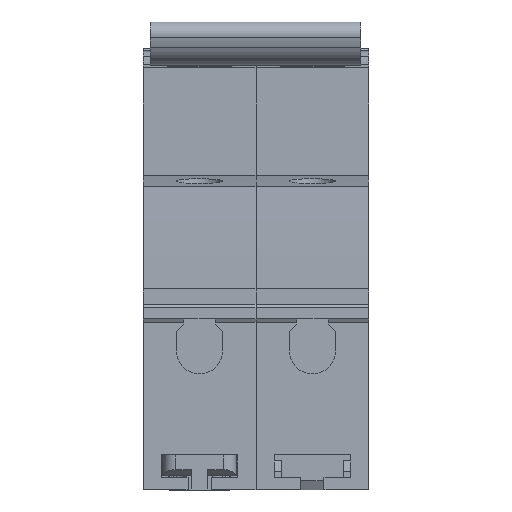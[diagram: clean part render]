
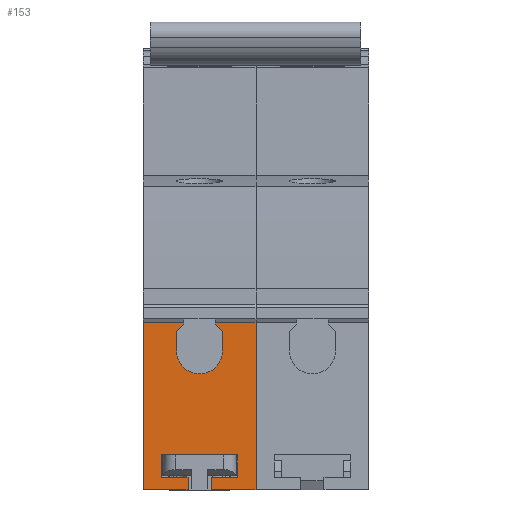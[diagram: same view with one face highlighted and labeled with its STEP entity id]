
A CAD part, front view. The second image highlights one B-rep face of the part: STEP entity #153.
In plain terms, the highlighted planar face has unit normal (0, -1, 0).
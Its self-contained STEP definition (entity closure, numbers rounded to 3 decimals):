
#153=ADVANCED_FACE('',(#673),#674,.T.);
#673=FACE_OUTER_BOUND('',#1652,.T.);
#674=PLANE('',#1653);
#1652=EDGE_LOOP('',(#2940,#2941,#2942,#2943,#2944,#2945,#2946,#2947,#2948,#2949,#2950,#2951,#2952,#2953,#2954,#2955,#2956,#2957,#2958,#2959,#2960));
#1653=AXIS2_PLACEMENT_3D('',#2961,#2962,#2963);
#2940=ORIENTED_EDGE('',*,*,#6767,.T.);
#2941=ORIENTED_EDGE('',*,*,#6925,.T.);
#2942=ORIENTED_EDGE('',*,*,#6926,.T.);
#2943=ORIENTED_EDGE('',*,*,#6927,.T.);
#2944=ORIENTED_EDGE('',*,*,#6928,.F.);
#2945=ORIENTED_EDGE('',*,*,#6929,.F.);
#2946=ORIENTED_EDGE('',*,*,#6788,.T.);
#2947=ORIENTED_EDGE('',*,*,#6930,.T.);
#2948=ORIENTED_EDGE('',*,*,#6931,.T.);
#2949=ORIENTED_EDGE('',*,*,#6932,.F.);
#2950=ORIENTED_EDGE('',*,*,#6933,.F.);
#2951=ORIENTED_EDGE('',*,*,#6924,.T.);
#2952=ORIENTED_EDGE('',*,*,#6934,.T.);
#2953=ORIENTED_EDGE('',*,*,#6935,.F.);
#2954=ORIENTED_EDGE('',*,*,#6936,.F.);
#2955=ORIENTED_EDGE('',*,*,#6937,.T.);
#2956=ORIENTED_EDGE('',*,*,#6871,.F.);
#2957=ORIENTED_EDGE('',*,*,#6938,.F.);
#2958=ORIENTED_EDGE('',*,*,#6939,.T.);
#2959=ORIENTED_EDGE('',*,*,#6940,.T.);
#2960=ORIENTED_EDGE('',*,*,#6941,.T.);
#2961=CARTESIAN_POINT('',(0.0,0.3,-46.488));
#2962=DIRECTION('',(0.0,-1.0,0.0));
#2963=DIRECTION('',(0.0,0.0,-1.0));
#6767=EDGE_CURVE('',#8166,#8163,#8167,.T.);
#6788=EDGE_CURVE('',#8208,#8206,#8209,.T.);
#6871=EDGE_CURVE('',#8349,#8351,#8352,.T.);
#6924=EDGE_CURVE('',#8410,#8444,#8446,.T.);
#6925=EDGE_CURVE('',#8163,#8447,#8448,.T.);
#6926=EDGE_CURVE('',#8447,#8449,#8450,.T.);
#6927=EDGE_CURVE('',#8449,#8451,#8452,.T.);
#6928=EDGE_CURVE('',#8453,#8451,#8454,.T.);
#6929=EDGE_CURVE('',#8208,#8453,#8455,.T.);
#6930=EDGE_CURVE('',#8206,#8456,#8457,.T.);
#6931=EDGE_CURVE('',#8456,#8458,#8459,.T.);
#6932=EDGE_CURVE('',#8460,#8458,#8461,.T.);
#6933=EDGE_CURVE('',#8410,#8460,#8462,.T.);
#6934=EDGE_CURVE('',#8444,#8463,#8464,.T.);
#6935=EDGE_CURVE('',#8465,#8463,#8466,.T.);
#6936=EDGE_CURVE('',#8467,#8465,#8468,.T.);
#6937=EDGE_CURVE('',#8467,#8351,#8469,.T.);
#6938=EDGE_CURVE('',#8470,#8349,#8471,.T.);
#6939=EDGE_CURVE('',#8470,#8472,#8473,.T.);
#6940=EDGE_CURVE('',#8472,#8474,#8475,.T.);
#6941=EDGE_CURVE('',#8474,#8166,#8476,.T.);
#8163=VERTEX_POINT('',#10449);
#8166=VERTEX_POINT('',#10453);
#8167=CIRCLE('',#10454,3.6);
#8206=VERTEX_POINT('',#10509);
#8208=VERTEX_POINT('',#10512);
#8209=LINE('',#10513,#10514);
#8349=VERTEX_POINT('',#10708);
#8351=VERTEX_POINT('',#10711);
#8352=LINE('',#10712,#10713);
#8410=VERTEX_POINT('',#10803);
#8444=VERTEX_POINT('',#10854);
#8446=LINE('',#10857,#10858);
#8447=VERTEX_POINT('',#10859);
#8448=CIRCLE('',#10860,3.6);
#8449=VERTEX_POINT('',#10861);
#8450=LINE('',#10862,#10863);
#8451=VERTEX_POINT('',#10864);
#8452=LINE('',#10865,#10866);
#8453=VERTEX_POINT('',#10867);
#8454=LINE('',#10868,#10869);
#8455=LINE('',#10870,#10871);
#8456=VERTEX_POINT('',#10872);
#8457=LINE('',#10873,#10874);
#8458=VERTEX_POINT('',#10875);
#8459=LINE('',#10876,#10877);
#8460=VERTEX_POINT('',#10878);
#8461=LINE('',#10879,#10880);
#8462=LINE('',#10881,#10882);
#8463=VERTEX_POINT('',#10883);
#8464=LINE('',#10884,#10885);
#8465=VERTEX_POINT('',#10886);
#8466=LINE('',#10887,#10888);
#8467=VERTEX_POINT('',#10889);
#8468=LINE('',#10890,#10891);
#8469=LINE('',#10892,#10893);
#8470=VERTEX_POINT('',#10894);
#8471=LINE('',#10895,#10896);
#8472=VERTEX_POINT('',#10897);
#8473=LINE('',#10898,#10899);
#8474=VERTEX_POINT('',#10900);
#8475=LINE('',#10901,#10902);
#8476=LINE('',#10903,#10904);
#10449=CARTESIAN_POINT('',(8.85,0.3,-54.568));
#10453=CARTESIAN_POINT('',(12.45,0.3,-50.968));
#10454=AXIS2_PLACEMENT_3D('',#13927,#13928,#13929);
#10509=CARTESIAN_POINT('',(0.0,0.3,-72.759));
#10512=CARTESIAN_POINT('',(0.0,0.3,-46.488));
#10513=CARTESIAN_POINT('',(0.0,0.3,-46.488));
#10514=VECTOR('',#13956,26.271);
#10708=CARTESIAN_POINT('',(17.7,0.3,-46.488));
#10711=CARTESIAN_POINT('',(17.7,0.3,-72.759));
#10712=CARTESIAN_POINT('',(17.7,0.3,-46.488));
#10713=VECTOR('',#14093,26.271);
#10803=CARTESIAN_POINT('',(2.85,0.3,-67.268));
#10854=CARTESIAN_POINT('',(14.85,0.3,-67.268));
#10857=CARTESIAN_POINT('',(2.85,0.3,-67.268));
#10858=VECTOR('',#14150,12.0);
#10859=CARTESIAN_POINT('',(5.25,0.3,-50.968));
#10860=AXIS2_PLACEMENT_3D('',#14151,#14152,#14153);
#10861=CARTESIAN_POINT('',(5.25,0.3,-47.868));
#10862=CARTESIAN_POINT('',(5.25,0.3,-50.968));
#10863=VECTOR('',#14154,3.1);
#10864=CARTESIAN_POINT('',(6.35,0.3,-46.768));
#10865=CARTESIAN_POINT('',(5.25,0.3,-47.868));
#10866=VECTOR('',#14155,1.556);
#10867=CARTESIAN_POINT('',(6.35,0.3,-46.488));
#10868=CARTESIAN_POINT('',(6.35,0.3,-46.488));
#10869=VECTOR('',#14156,0.28);
#10870=CARTESIAN_POINT('',(0.0,0.3,-46.488));
#10871=VECTOR('',#14157,6.35);
#10872=CARTESIAN_POINT('',(7.05,0.3,-72.759));
#10873=CARTESIAN_POINT('',(0.0,0.3,-72.759));
#10874=VECTOR('',#14158,7.05);
#10875=CARTESIAN_POINT('',(7.05,0.3,-70.768));
#10876=CARTESIAN_POINT('',(7.05,0.3,-72.759));
#10877=VECTOR('',#14159,1.991);
#10878=CARTESIAN_POINT('',(2.85,0.3,-70.768));
#10879=CARTESIAN_POINT('',(2.85,0.3,-70.768));
#10880=VECTOR('',#14160,4.2);
#10881=CARTESIAN_POINT('',(2.85,0.3,-67.268));
#10882=VECTOR('',#14161,3.5);
#10883=CARTESIAN_POINT('',(14.85,0.3,-70.768));
#10884=CARTESIAN_POINT('',(14.85,0.3,-67.268));
#10885=VECTOR('',#14162,3.5);
#10886=CARTESIAN_POINT('',(10.65,0.3,-70.768));
#10887=CARTESIAN_POINT('',(10.65,0.3,-70.768));
#10888=VECTOR('',#14163,4.2);
#10889=CARTESIAN_POINT('',(10.65,0.3,-72.759));
#10890=CARTESIAN_POINT('',(10.65,0.3,-72.759));
#10891=VECTOR('',#14164,1.991);
#10892=CARTESIAN_POINT('',(10.65,0.3,-72.759));
#10893=VECTOR('',#14165,7.05);
#10894=CARTESIAN_POINT('',(11.35,0.3,-46.488));
#10895=CARTESIAN_POINT('',(11.35,0.3,-46.488));
#10896=VECTOR('',#14166,6.35);
#10897=CARTESIAN_POINT('',(11.35,0.3,-46.768));
#10898=CARTESIAN_POINT('',(11.35,0.3,-46.488));
#10899=VECTOR('',#14167,0.28);
#10900=CARTESIAN_POINT('',(12.45,0.3,-47.868));
#10901=CARTESIAN_POINT('',(11.35,0.3,-46.768));
#10902=VECTOR('',#14168,1.556);
#10903=CARTESIAN_POINT('',(12.45,0.3,-47.868));
#10904=VECTOR('',#14169,3.1);
#13927=CARTESIAN_POINT('',(8.85,0.3,-50.968));
#13928=DIRECTION('',(-0.0,1.0,0.0));
#13929=DIRECTION('',(1.0,0.0,0.0));
#13956=DIRECTION('',(0.0,0.0,-1.0));
#14093=DIRECTION('',(0.0,0.0,-1.0));
#14150=DIRECTION('',(1.0,0.0,0.0));
#14151=CARTESIAN_POINT('',(8.85,0.3,-50.968));
#14152=DIRECTION('',(-0.0,1.0,0.0));
#14153=DIRECTION('',(1.0,0.0,0.0));
#14154=DIRECTION('',(0.0,0.0,1.0));
#14155=DIRECTION('',(0.707,0.0,0.707));
#14156=DIRECTION('',(0.0,0.0,-1.0));
#14157=DIRECTION('',(1.0,0.0,0.0));
#14158=DIRECTION('',(1.0,0.0,0.0));
#14159=DIRECTION('',(0.0,0.0,1.0));
#14160=DIRECTION('',(1.0,0.0,0.0));
#14161=DIRECTION('',(0.0,0.0,-1.0));
#14162=DIRECTION('',(0.0,0.0,-1.0));
#14163=DIRECTION('',(1.0,0.0,0.0));
#14164=DIRECTION('',(0.0,0.0,1.0));
#14165=DIRECTION('',(1.0,0.0,0.0));
#14166=DIRECTION('',(1.0,0.0,0.0));
#14167=DIRECTION('',(0.0,0.0,-1.0));
#14168=DIRECTION('',(0.707,0.0,-0.707));
#14169=DIRECTION('',(0.0,0.0,-1.0));
